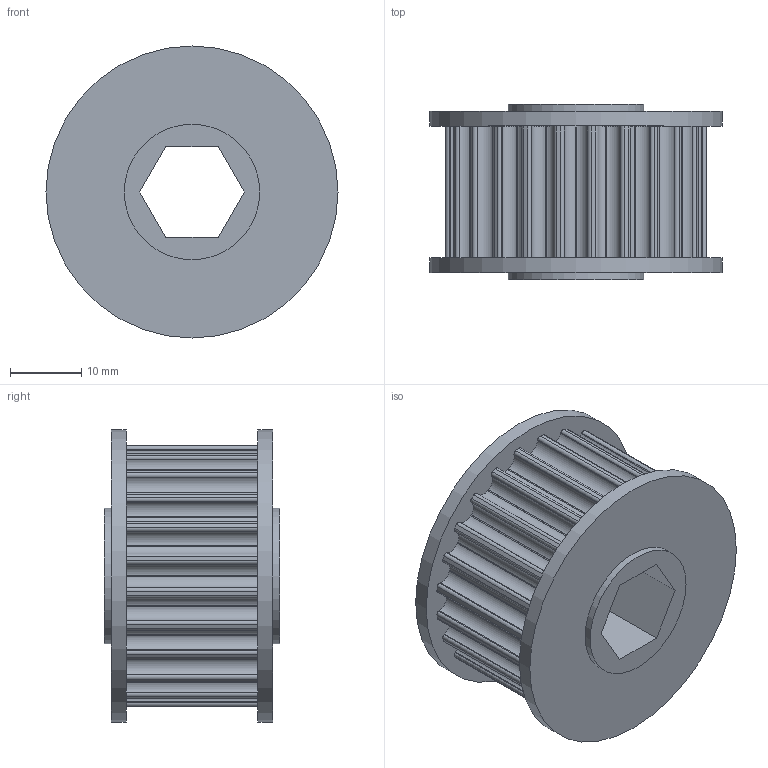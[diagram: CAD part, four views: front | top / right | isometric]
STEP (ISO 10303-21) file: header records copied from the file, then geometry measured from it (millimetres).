
FILE_DESCRIPTION(/* description */ ('STEP AP214'),/* implementation_level */ '2;1');
FILE_NAME(/* name */ '66017962f50b783e18a3d8c9',/* time_stamp */ '2024-03-25T13:17:23Z',/* author */ (''),/* organization */ (''),/* preprocessor_version */ 'ST-DEVELOPER v19.4',/* originating_system */ ' ',/* authorisation */ ' ');
FILE_SCHEMA (('AUTOMOTIVE_DESIGN {1 0 10303 214 3 1 1}'));
Length unit declared in the file: metre
Products named in the file (1): 24T HTD Pulley 18.5mm Wide
Bounding box: 41.05 x 24.69 x 41.05 mm (x, y, z)
Volume: 20079.7 mm3; surface area: 7977.9 mm2
Topology: 1 solids, 1 shells, 256 faces, 750 edges, 500 vertices
Faces by surface type: cylinder 196, plane 60
Full cylindrical faces by diameter (mm): 19.05 x2, 41.054 x2
Entity records: 8720 total; most frequent: DIRECTION 1652, CARTESIAN_POINT 1503, ORIENTED_EDGE 1492, EDGE_CURVE 746, AXIS2_PLACEMENT_3D 649, VERTEX_POINT 500, CIRCLE 392, LINE 354
